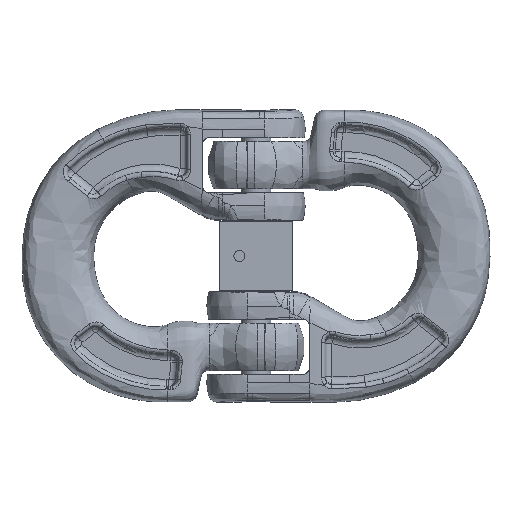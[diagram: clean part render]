
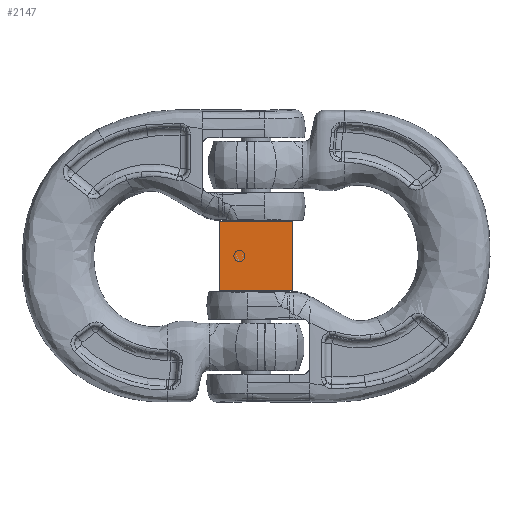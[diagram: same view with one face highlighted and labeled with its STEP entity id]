
A CAD part, left-side view. The second image highlights one B-rep face of the part: STEP entity #2147.
In plain terms, the highlighted planar face has unit normal (-1, 0, 0).
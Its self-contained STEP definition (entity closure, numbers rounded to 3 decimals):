
#1329=LINE('',#30483,#1497);
#1331=LINE('',#30487,#1499);
#1332=LINE('',#30489,#1500);
#1333=LINE('',#30491,#1501);
#1497=VECTOR('',#9619,1.);
#1499=VECTOR('',#9623,1.);
#1500=VECTOR('',#9624,1.);
#1501=VECTOR('',#9625,1.);
#2147=ADVANCED_FACE('',(#2699),#2214,.F.);
#2214=PLANE('',#8456);
#2699=FACE_OUTER_BOUND('',#3212,.T.);
#3212=EDGE_LOOP('',(#5666,#5667,#5668,#5669));
#5666=ORIENTED_EDGE('',*,*,#7674,.T.);
#5667=ORIENTED_EDGE('',*,*,#7675,.F.);
#5668=ORIENTED_EDGE('',*,*,#7676,.F.);
#5669=ORIENTED_EDGE('',*,*,#7672,.T.);
#6442=VERTEX_POINT('',#30482);
#6443=VERTEX_POINT('',#30484);
#6444=VERTEX_POINT('',#30488);
#6445=VERTEX_POINT('',#30490);
#7672=EDGE_CURVE('',#6443,#6442,#1329,.T.);
#7674=EDGE_CURVE('',#6442,#6444,#1331,.T.);
#7675=EDGE_CURVE('',#6445,#6444,#1332,.T.);
#7676=EDGE_CURVE('',#6443,#6445,#1333,.T.);
#8456=AXIS2_PLACEMENT_3D('',#30492,#9626,#9627);
#9619=DIRECTION('',(0.,0.,-1.));
#9623=DIRECTION('',(0.,-1.,0.));
#9624=DIRECTION('',(0.,0.,-1.));
#9625=DIRECTION('',(0.,-1.,0.));
#9626=DIRECTION('',(1.,0.,0.));
#9627=DIRECTION('',(0.,1.,0.));
#30482=CARTESIAN_POINT('',(-10.,10.,1.506));
#30483=CARTESIAN_POINT('',(-10.,10.,20.506));
#30484=CARTESIAN_POINT('',(-10.,10.,20.506));
#30487=CARTESIAN_POINT('',(-10.,10.,1.506));
#30488=CARTESIAN_POINT('',(-10.,-10.,1.506));
#30489=CARTESIAN_POINT('',(-10.,-10.,20.506));
#30490=CARTESIAN_POINT('',(-10.,-10.,20.506));
#30491=CARTESIAN_POINT('',(-10.,10.,20.506));
#30492=CARTESIAN_POINT('',(-10.,10.,20.506));
